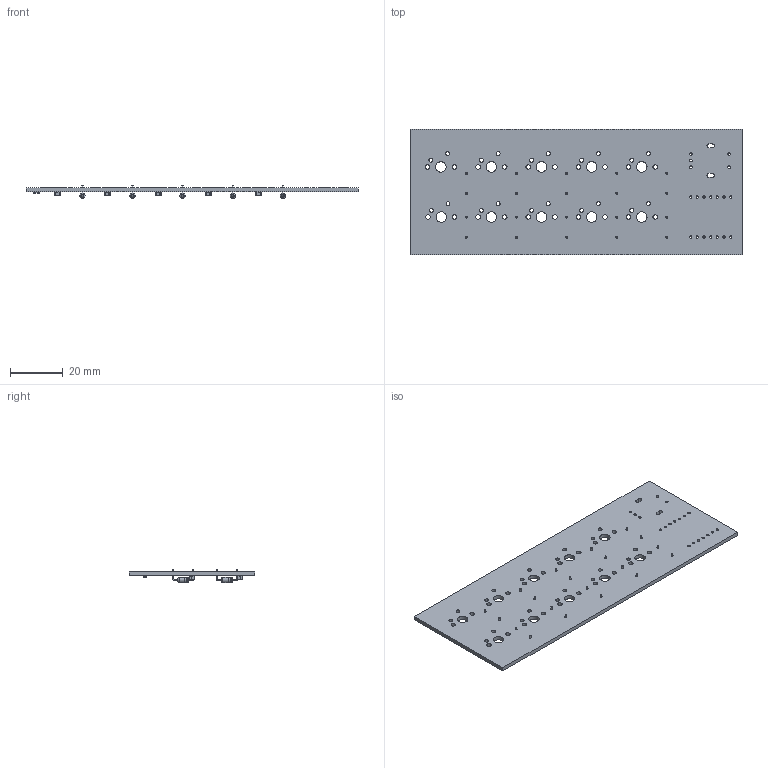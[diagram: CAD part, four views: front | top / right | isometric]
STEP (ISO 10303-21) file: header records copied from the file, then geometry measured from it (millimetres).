
FILE_DESCRIPTION(('KiCad electronic assembly'),'2;1');
FILE_NAME('procastinatepadwithrgb.step','2025-06-16T17:43:00',('Pcbnew') ,('Kicad'),'Open CASCADE STEP processor 7.8','KiCad to STEP converter' ,'Unknown');
FILE_SCHEMA(('AUTOMOTIVE_DESIGN { 1 0 10303 214 1 1 1 1 }'));
Length unit declared in the file: millimetre
Products named in the file (5): procastinatepadwithrgb 1; D_DO-35_SOD27_P7.62mm_Horizontal; C_0805_2012Metric; R_0805_2012Metric; hackpad_PCB
Assembly tree (22 placements, depth 2):
  procastinatepadwithrgb 1
    D_DO-35_SOD27_P7.62mm_Horizontal  x10
    C_0805_2012Metric  x10
    R_0805_2012Metric
    hackpad_PCB
Bounding box: 126.21 x 47.62 x 5.01 mm (x, y, z)
Volume: 8900.9 mm3; surface area: 13420.4 mm2
Topology: 32 solids, 32 shells, 569 faces, 1331 edges, 866 vertices
Faces by surface type: cylinder 281, plane 248, torus 40
Full cylindrical faces by diameter (mm): 0.5 x30, 0.8 x20, 0.889 x14, 1 x5, 1.5 x20, 1.7 x20, 2 x20, 2.02 x10, 4 x10
Entity records: 6635 total; most frequent: DIRECTION 1103, CARTESIAN_POINT 971, ORIENTED_EDGE 934, EDGE_CURVE 467, AXIS2_PLACEMENT_3D 440, FACE_BOUND 359, EDGE_LOOP 359, VERTEX_POINT 308
